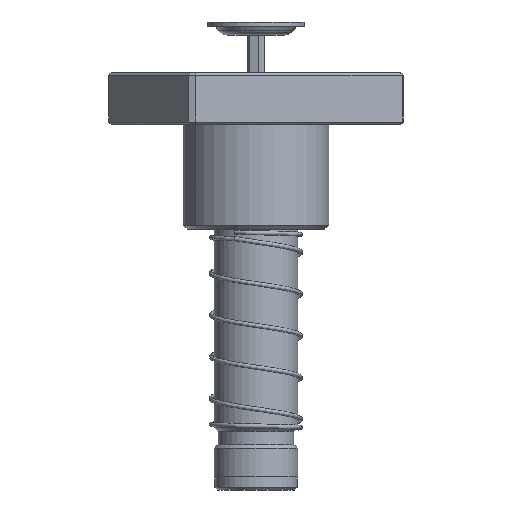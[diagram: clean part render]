
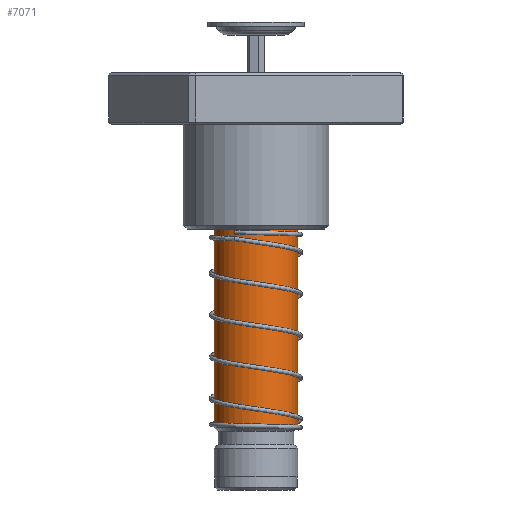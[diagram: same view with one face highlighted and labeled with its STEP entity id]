
A CAD part, front view. The second image highlights one B-rep face of the part: STEP entity #7071.
In plain terms, the highlighted cylindrical face has radius 16 mm (diameter 32 mm), a partial arc.
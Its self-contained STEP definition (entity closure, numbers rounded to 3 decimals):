
#545 = DIRECTION ( 'NONE',  ( 1., 0., 0. ) ) ;
#573 = CYLINDRICAL_SURFACE ( 'NONE', #15329, 16. ) ;
#1739 = CIRCLE ( 'NONE', #31768, 16. ) ;
#2705 = VERTEX_POINT ( 'NONE', #27978 ) ;
#4300 = CARTESIAN_POINT ( 'NONE',  ( 0., 0., 24. ) ) ;
#5397 = DIRECTION ( 'NONE',  ( 0., 0., -1. ) ) ;
#6365 = CARTESIAN_POINT ( 'NONE',  ( -16., 0., 160. ) ) ;
#6466 = ORIENTED_EDGE ( 'NONE', *, *, #9808, .T. ) ;
#7071 = ADVANCED_FACE ( 'NONE', ( #17447 ), #573, .T. ) ;
#7622 = DIRECTION ( 'NONE',  ( -1., 0., 0. ) ) ;
#8295 = ORIENTED_EDGE ( 'NONE', *, *, #31859, .F. ) ;
#8550 = CARTESIAN_POINT ( 'NONE',  ( 16., 0., 157.5 ) ) ;
#9808 = EDGE_CURVE ( 'NONE', #24843, #13705, #19067, .T. ) ;
#13705 = VERTEX_POINT ( 'NONE', #31323 ) ;
#14226 = CARTESIAN_POINT ( 'NONE',  ( 0., 0., 157.5 ) ) ;
#15329 = AXIS2_PLACEMENT_3D ( 'NONE', #21266, #5397, #7622 ) ;
#15415 = ORIENTED_EDGE ( 'NONE', *, *, #18410, .F. ) ;
#16857 = VERTEX_POINT ( 'NONE', #19249 ) ;
#17447 = FACE_OUTER_BOUND ( 'NONE', #26679, .T. ) ;
#17730 = ORIENTED_EDGE ( 'NONE', *, *, #22271, .T. ) ;
#18073 = DIRECTION ( 'NONE',  ( 0., 0., -1. ) ) ;
#18410 = EDGE_CURVE ( 'NONE', #16857, #2705, #1739, .T. ) ;
#18749 = LINE ( 'NONE', #6365, #23929 ) ;
#19067 = CIRCLE ( 'NONE', #29782, 16. ) ;
#19249 = CARTESIAN_POINT ( 'NONE',  ( 16., 0., 24. ) ) ;
#21266 = CARTESIAN_POINT ( 'NONE',  ( 0., 0., 160. ) ) ;
#22271 = EDGE_CURVE ( 'NONE', #13705, #2705, #18749, .T. ) ;
#23929 = VECTOR ( 'NONE', #25712, 1000. ) ;
#24843 = VERTEX_POINT ( 'NONE', #8550 ) ;
#25712 = DIRECTION ( 'NONE',  ( 0., 0., -1. ) ) ;
#26530 = CARTESIAN_POINT ( 'NONE',  ( 16., 0., 160. ) ) ;
#26679 = EDGE_LOOP ( 'NONE', ( #8295, #6466, #17730, #15415 ) ) ;
#27072 = LINE ( 'NONE', #26530, #35780 ) ;
#27797 = DIRECTION ( 'NONE',  ( 0., 0., -1. ) ) ;
#27978 = CARTESIAN_POINT ( 'NONE',  ( -16., 0., 24. ) ) ;
#28855 = DIRECTION ( 'NONE',  ( -1., 0., 0. ) ) ;
#29782 = AXIS2_PLACEMENT_3D ( 'NONE', #14226, #27797, #545 ) ;
#31323 = CARTESIAN_POINT ( 'NONE',  ( -16., 0., 157.5 ) ) ;
#31768 = AXIS2_PLACEMENT_3D ( 'NONE', #4300, #18073, #28855 ) ;
#31859 = EDGE_CURVE ( 'NONE', #24843, #16857, #27072, .T. ) ;
#35178 = DIRECTION ( 'NONE',  ( 0., 0., -1. ) ) ;
#35780 = VECTOR ( 'NONE', #35178, 1000. ) ;
